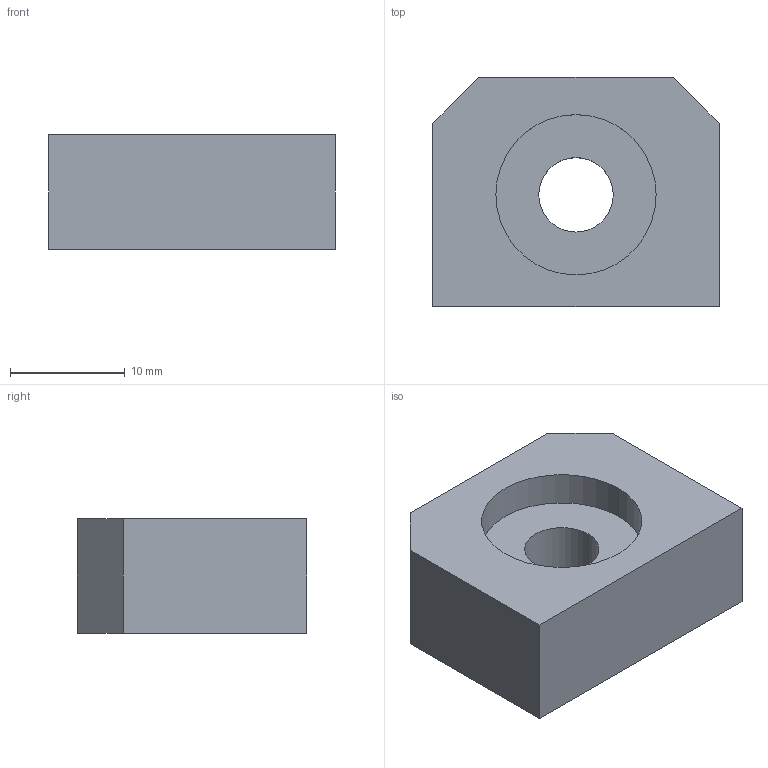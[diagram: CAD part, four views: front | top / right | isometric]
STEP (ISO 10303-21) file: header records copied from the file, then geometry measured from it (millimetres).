
FILE_DESCRIPTION (( 'STEP AP214' ), '1' );
FILE_NAME ('B990 Êîðîòêèé àëþìèíèåâûé óïîð äëÿ ïîçèöèöèîíèðîâàíèÿ.STEP', '2026-03-27T12:13:29', ( '' ), ( '' ), 'SwSTEP 2.0', 'SolidWorks 2026', '' );
FILE_SCHEMA (( 'AUTOMOTIVE_DESIGN' ));
Length unit declared in the file: millimetre
Products named in the file (1): B990 Короткий алюминиевый упор для позициционирования
Bounding box: 25 x 20 x 10 mm (x, y, z)
Volume: 4145.9 mm3; surface area: 2029.7 mm2
Topology: 1 solids, 1 shells, 13 faces, 30 edges, 20 vertices
Faces by surface type: plane 9, cylinder 4
Entity records: 399 total; most frequent: DIRECTION 66, CARTESIAN_POINT 64, ORIENTED_EDGE 60, EDGE_CURVE 30, VECTOR 22, AXIS2_PLACEMENT_3D 22, LINE 22, VERTEX_POINT 20
